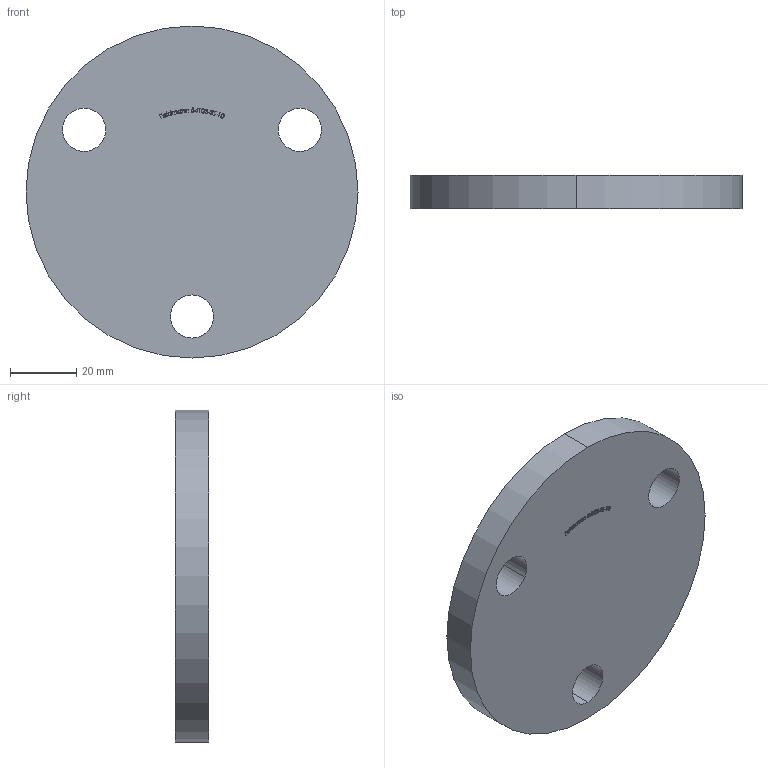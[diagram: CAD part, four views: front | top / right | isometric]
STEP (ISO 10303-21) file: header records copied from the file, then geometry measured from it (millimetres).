
FILE_DESCRIPTION (( 'STEP AP203' ), '1' );
FILE_NAME ('54103-ST-10.step', '2019-04-03T11:41:32', ( '' ), ( '' ), 'SwSTEP 2.0', 'SolidWorks 2015', '' );
FILE_SCHEMA (( 'CONFIG_CONTROL_DESIGN' ));
Length unit declared in the file: millimetre
Products named in the file (1): 54103-ST-10
Bounding box: 100 x 10 x 100 mm (x, y, z)
Volume: 74557.3 mm3; surface area: 19288.1 mm2
Topology: 1 solids, 1 shells, 244 faces, 651 edges, 434 vertices
Faces by surface type: plane 133, bspline 103, cylinder 8
Entity records: 13170 total; most frequent: CARTESIAN_POINT 7681, ORIENTED_EDGE 1302, DIRECTION 745, EDGE_CURVE 651, VERTEX_POINT 434, LINE 429, VECTOR 429, EDGE_LOOP 275
